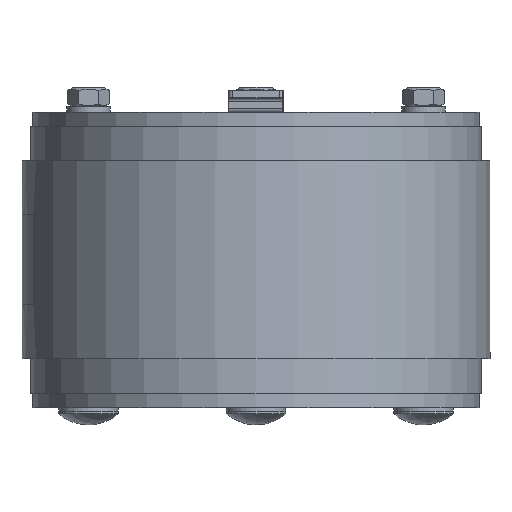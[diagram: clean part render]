
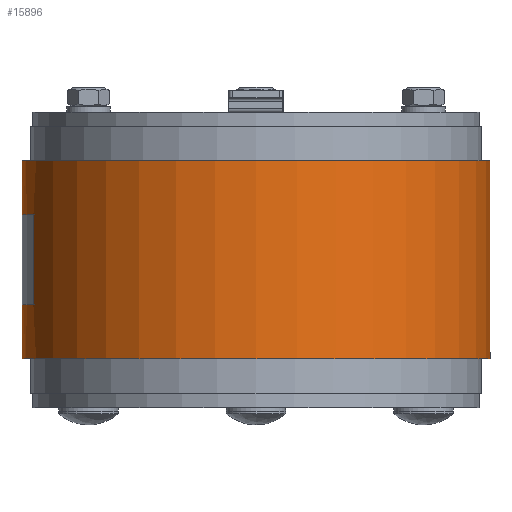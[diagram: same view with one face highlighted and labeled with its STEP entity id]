
A CAD part, front view. The second image highlights one B-rep face of the part: STEP entity #15896.
In plain terms, the highlighted cylindrical face has radius 65 mm (diameter 130 mm), a partial arc.
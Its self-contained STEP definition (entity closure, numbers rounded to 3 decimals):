
#744=CIRCLE('',#16788,65.);
#746=CIRCLE('',#16791,65.);
#748=CIRCLE('',#16794,65.);
#750=CIRCLE('',#16798,65.);
#752=CIRCLE('',#16811,65.);
#755=CIRCLE('',#16815,65.);
#756=CIRCLE('',#16817,65.);
#757=CIRCLE('',#16818,65.);
#853=CYLINDRICAL_SURFACE('',#16816,65.);
#2523=LINE('',#26632,#4249);
#2530=LINE('',#26649,#4256);
#2540=LINE('',#26668,#4266);
#2549=LINE('',#26694,#4275);
#2550=LINE('',#26698,#4276);
#2551=LINE('',#26701,#4277);
#4249=VECTOR('',#20259,25.);
#4256=VECTOR('',#20276,15.);
#4266=VECTOR('',#20296,15.);
#4275=VECTOR('',#20325,15.);
#4276=VECTOR('',#20328,25.);
#4277=VECTOR('',#20331,15.);
#5761=FACE_OUTER_BOUND('',#6700,.T.);
#6700=EDGE_LOOP('',(#14921,#14922,#14923,#14924,#14925,#14926,#14927,#14928,
#14929,#14930,#14931,#14932,#14933,#14934));
#8398=VERTEX_POINT('',#26604);
#8399=VERTEX_POINT('',#26605);
#8402=VERTEX_POINT('',#26613);
#8403=VERTEX_POINT('',#26614);
#8406=VERTEX_POINT('',#26622);
#8407=VERTEX_POINT('',#26623);
#8410=VERTEX_POINT('',#26631);
#8412=VERTEX_POINT('',#26637);
#8422=VERTEX_POINT('',#26681);
#8425=VERTEX_POINT('',#26689);
#8426=VERTEX_POINT('',#26693);
#8427=VERTEX_POINT('',#26695);
#8428=VERTEX_POINT('',#26697);
#8429=VERTEX_POINT('',#26699);
#10561=EDGE_CURVE('',#8398,#8399,#744,.T.);
#10565=EDGE_CURVE('',#8402,#8403,#746,.T.);
#10569=EDGE_CURVE('',#8406,#8407,#748,.T.);
#10573=EDGE_CURVE('',#8407,#8410,#2523,.T.);
#10576=EDGE_CURVE('',#8410,#8412,#750,.T.);
#10582=EDGE_CURVE('',#8398,#8412,#2530,.T.);
#10592=EDGE_CURVE('',#8406,#8403,#2540,.T.);
#10599=EDGE_CURVE('',#8422,#8402,#752,.T.);
#10604=EDGE_CURVE('',#8399,#8425,#755,.T.);
#10605=EDGE_CURVE('',#8425,#8426,#2549,.T.);
#10606=EDGE_CURVE('',#8426,#8427,#756,.T.);
#10607=EDGE_CURVE('',#8427,#8428,#2550,.T.);
#10608=EDGE_CURVE('',#8428,#8429,#757,.T.);
#10609=EDGE_CURVE('',#8429,#8422,#2551,.T.);
#14921=ORIENTED_EDGE('',*,*,#10604,.T.);
#14922=ORIENTED_EDGE('',*,*,#10605,.T.);
#14923=ORIENTED_EDGE('',*,*,#10606,.T.);
#14924=ORIENTED_EDGE('',*,*,#10607,.T.);
#14925=ORIENTED_EDGE('',*,*,#10608,.T.);
#14926=ORIENTED_EDGE('',*,*,#10609,.T.);
#14927=ORIENTED_EDGE('',*,*,#10599,.T.);
#14928=ORIENTED_EDGE('',*,*,#10565,.T.);
#14929=ORIENTED_EDGE('',*,*,#10592,.F.);
#14930=ORIENTED_EDGE('',*,*,#10569,.T.);
#14931=ORIENTED_EDGE('',*,*,#10573,.T.);
#14932=ORIENTED_EDGE('',*,*,#10576,.T.);
#14933=ORIENTED_EDGE('',*,*,#10582,.F.);
#14934=ORIENTED_EDGE('',*,*,#10561,.T.);
#15896=ADVANCED_FACE('',(#5761),#853,.T.);
#16788=AXIS2_PLACEMENT_3D('',#26606,#20235,#20236);
#16791=AXIS2_PLACEMENT_3D('',#26615,#20243,#20244);
#16794=AXIS2_PLACEMENT_3D('',#26624,#20251,#20252);
#16798=AXIS2_PLACEMENT_3D('',#26638,#20264,#20265);
#16811=AXIS2_PLACEMENT_3D('',#26682,#20311,#20312);
#16815=AXIS2_PLACEMENT_3D('',#26691,#20321,#20322);
#16816=AXIS2_PLACEMENT_3D('',#26692,#20323,#20324);
#16817=AXIS2_PLACEMENT_3D('',#26696,#20326,#20327);
#16818=AXIS2_PLACEMENT_3D('',#26700,#20329,#20330);
#20235=DIRECTION('center_axis',(0.,-1.,0.));
#20236=DIRECTION('ref_axis',(0.,0.,-1.));
#20243=DIRECTION('center_axis',(0.,1.,0.));
#20244=DIRECTION('ref_axis',(0.,0.,-1.));
#20251=DIRECTION('center_axis',(0.,-1.,0.));
#20252=DIRECTION('ref_axis',(0.,0.,-1.));
#20259=DIRECTION('',(0.,1.,0.));
#20264=DIRECTION('center_axis',(0.,1.,0.));
#20265=DIRECTION('ref_axis',(0.,0.,-1.));
#20276=DIRECTION('',(0.,-1.,0.));
#20296=DIRECTION('',(0.,-1.,0.));
#20311=DIRECTION('center_axis',(0.,1.,0.));
#20312=DIRECTION('ref_axis',(0.,0.,1.));
#20321=DIRECTION('center_axis',(0.,-1.,0.));
#20322=DIRECTION('ref_axis',(0.,0.,1.));
#20323=DIRECTION('center_axis',(0.,-1.,0.));
#20324=DIRECTION('ref_axis',(0.,0.,1.));
#20325=DIRECTION('',(0.,-1.,0.));
#20326=DIRECTION('center_axis',(0.,-1.,0.));
#20327=DIRECTION('ref_axis',(0.,0.,1.));
#20328=DIRECTION('',(0.,-1.,0.));
#20329=DIRECTION('center_axis',(0.,1.,0.));
#20330=DIRECTION('ref_axis',(-0.315,0.,0.949));
#20331=DIRECTION('',(0.,-1.,0.));
#26604=CARTESIAN_POINT('',(-100.134,27.5,-1.25));
#26605=CARTESIAN_POINT('',(-100.134,27.5,128.75));
#26606=CARTESIAN_POINT('Origin',(-100.134,27.5,63.75));
#26613=CARTESIAN_POINT('',(-100.134,-27.5,128.75));
#26614=CARTESIAN_POINT('',(-100.134,-27.5,-1.25));
#26615=CARTESIAN_POINT('Origin',(-100.134,-27.5,63.75));
#26622=CARTESIAN_POINT('',(-100.134,-12.5,-1.25));
#26623=CARTESIAN_POINT('',(-80.078,-12.5,1.922));
#26624=CARTESIAN_POINT('Origin',(-100.134,-12.5,63.75));
#26631=CARTESIAN_POINT('',(-80.078,12.5,1.922));
#26632=CARTESIAN_POINT('',(-80.078,0.,1.922));
#26637=CARTESIAN_POINT('',(-100.134,12.5,-1.25));
#26638=CARTESIAN_POINT('Origin',(-100.134,12.5,63.75));
#26649=CARTESIAN_POINT('',(-100.134,13.75,-1.25));
#26668=CARTESIAN_POINT('',(-100.134,-6.25,-1.25));
#26681=CARTESIAN_POINT('',(-100.138,-27.5,128.75));
#26682=CARTESIAN_POINT('Origin',(-100.134,-27.5,63.75));
#26689=CARTESIAN_POINT('',(-100.138,27.5,128.75));
#26691=CARTESIAN_POINT('Origin',(-100.134,27.5,63.75));
#26692=CARTESIAN_POINT('Origin',(-100.134,0.,
63.75));
#26693=CARTESIAN_POINT('',(-100.138,12.5,128.75));
#26694=CARTESIAN_POINT('',(-100.138,-27.5,128.75));
#26695=CARTESIAN_POINT('',(-120.585,12.5,125.449));
#26696=CARTESIAN_POINT('Origin',(-100.134,12.5,63.75));
#26697=CARTESIAN_POINT('',(-120.585,-12.5,125.449));
#26698=CARTESIAN_POINT('',(-120.585,-12.5,125.449));
#26699=CARTESIAN_POINT('',(-100.138,-12.5,128.75));
#26700=CARTESIAN_POINT('Origin',(-100.134,-12.5,63.75));
#26701=CARTESIAN_POINT('',(-100.138,-27.5,128.75));
